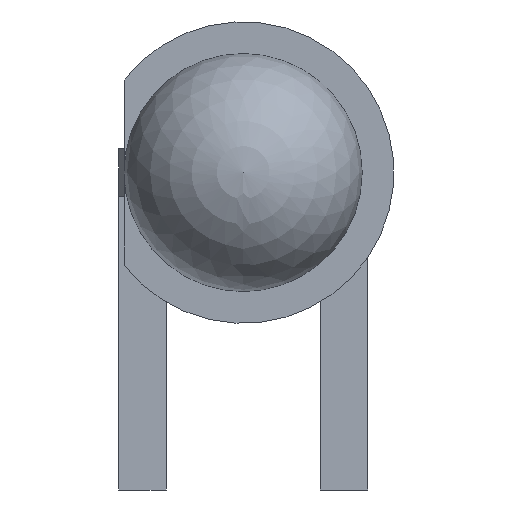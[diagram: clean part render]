
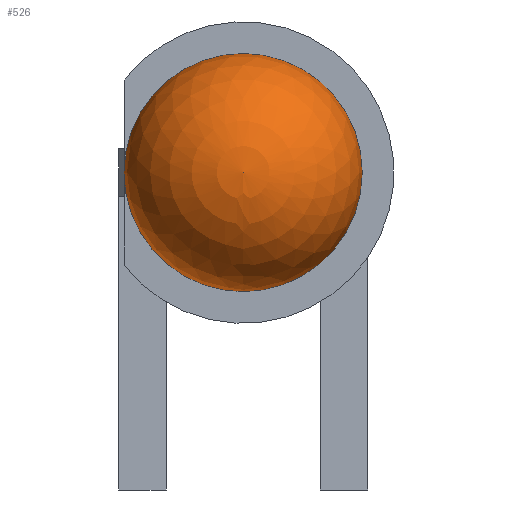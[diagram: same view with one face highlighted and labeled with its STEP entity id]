
A CAD part, front view. The second image highlights one B-rep face of the part: STEP entity #526.
In plain terms, the highlighted spherical face has radius 1.5 mm.
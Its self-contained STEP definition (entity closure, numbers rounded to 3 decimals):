
#171=FACE_OUTER_BOUND('',#203,.T.);
#203=EDGE_LOOP('',(#354,#355,#356));
#237=CIRCLE('',#582,1.5);
#238=CIRCLE('',#583,1.5);
#244=VERTEX_POINT('',#764);
#245=VERTEX_POINT('',#766);
#285=EDGE_CURVE('',#244,#244,#237,.T.);
#286=EDGE_CURVE('',#245,#244,#238,.T.);
#354=ORIENTED_EDGE('',*,*,#285,.T.);
#355=ORIENTED_EDGE('',*,*,#286,.F.);
#356=ORIENTED_EDGE('',*,*,#286,.T.);
#492=SPHERICAL_SURFACE('',#581,1.5);
#526=ADVANCED_FACE('',(#171),#492,.T.);
#581=AXIS2_PLACEMENT_3D('',#763,#622,#623);
#582=AXIS2_PLACEMENT_3D('',#765,#624,#625);
#583=AXIS2_PLACEMENT_3D('',#767,#626,#627);
#622=DIRECTION('center_axis',(0.,-1.,0.));
#623=DIRECTION('ref_axis',(0.,0.,1.));
#624=DIRECTION('center_axis',(0.,-1.,0.));
#625=DIRECTION('ref_axis',(0.,0.,1.));
#626=DIRECTION('center_axis',(1.,0.,0.));
#627=DIRECTION('ref_axis',(0.,0.,-1.));
#763=CARTESIAN_POINT('Origin',(1.27,-5.07,2.));
#764=CARTESIAN_POINT('',(1.27,-5.07,0.5));
#765=CARTESIAN_POINT('Origin',(1.27,-5.07,2.));
#766=CARTESIAN_POINT('',(1.27,-6.57,2.));
#767=CARTESIAN_POINT('Origin',(1.27,-5.07,2.));
